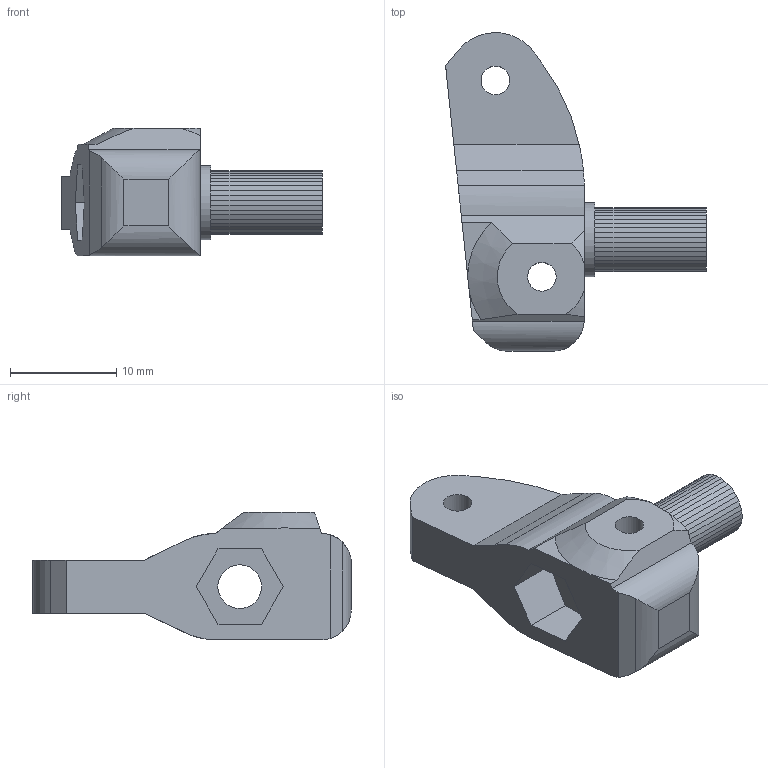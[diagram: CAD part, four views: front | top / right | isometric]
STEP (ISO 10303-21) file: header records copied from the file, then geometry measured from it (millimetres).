
FILE_DESCRIPTION(('FreeCAD Model'),'2;1');
FILE_NAME('Open CASCADE Shape Model','2023-06-02T19:20:22',(''),(''), 'Open CASCADE STEP processor 7.6','FreeCAD','Unknown');
FILE_SCHEMA(('AUTOMOTIVE_DESIGN { 1 0 10303 214 1 1 1 1 }'));
Length unit declared in the file: millimetre
Products named in the file (1): SubtractiveLoft008
Bounding box: 24.56 x 29.99 x 12 mm (x, y, z)
Volume: 2423.3 mm3; surface area: 1902.9 mm2
Topology: 1 solids, 1 shells, 164 faces, 435 edges, 276 vertices
Faces by surface type: plane 147, cylinder 13, cone 4
Full cylindrical faces by diameter (mm): 2.7 x2, 3.2 x1, 7 x1
Entity records: 10830 total; most frequent: CARTESIAN_POINT 2553, DIRECTION 1368, LINE 935, VECTOR 935, ORIENTED_EDGE 870, PCURVE 870, DEFINITIONAL_REPRESENTATION 870, EDGE_CURVE 435
